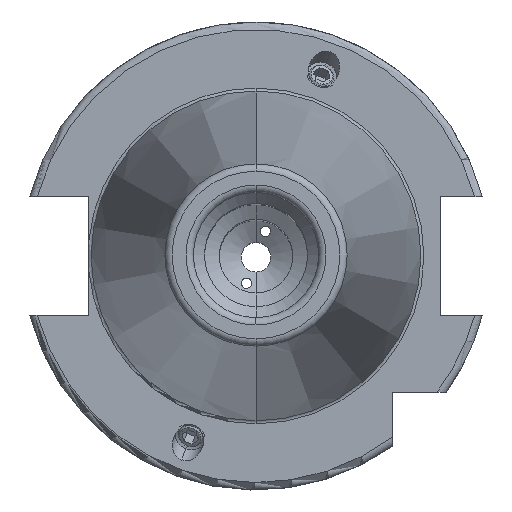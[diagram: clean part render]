
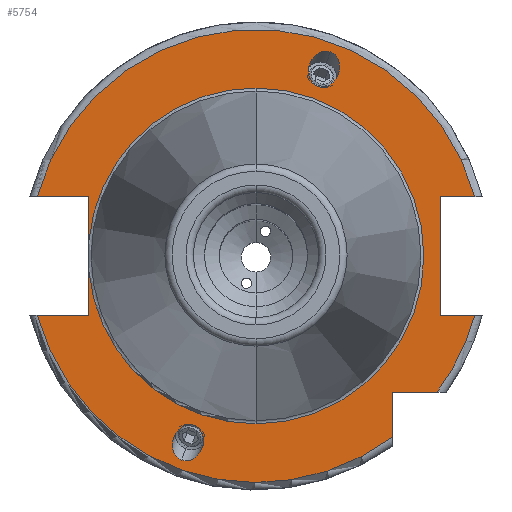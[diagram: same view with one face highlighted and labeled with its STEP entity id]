
A CAD part, top view. The second image highlights one B-rep face of the part: STEP entity #5754.
In plain terms, the highlighted planar face has unit normal (0, 0, 1).
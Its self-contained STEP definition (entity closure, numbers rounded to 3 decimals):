
#1858=CARTESIAN_POINT('',(0,0,15.9));
#1859=DIRECTION('',(0,0,1));
#1860=DIRECTION('',(0.965,0.262,0));
#1861=AXIS2_PLACEMENT_3D('',#1858,#1859,#1860);
#1909=CARTESIAN_POINT('',(0,0,15.9));
#1910=DIRECTION('',(0,0,1));
#1911=DIRECTION('',(-0.965,-0.262,0));
#1912=AXIS2_PLACEMENT_3D('',#1909,#1910,#1911);
#1925=DIRECTION('',(1,0,0));
#1926=VECTOR('',#1925,7.004);
#1927=CARTESIAN_POINT('',(-29.704,-8.05,15.9));
#1928=LINE('',#1927,#1926);
#1929=DIRECTION('',(0,1,0));
#1930=VECTOR('',#1929,5.917);
#1931=CARTESIAN_POINT('',(-22.7,-8.05,15.9));
#1932=LINE('',#1931,#1930);
#1933=DIRECTION('',(0,1,0));
#1934=VECTOR('',#1933,5.917);
#1935=CARTESIAN_POINT('',(-22.7,2.133,15.9));
#1936=LINE('',#1935,#1934);
#1937=DIRECTION('',(1,0,0));
#1938=VECTOR('',#1937,7.004);
#1939=CARTESIAN_POINT('',(-29.704,8.05,15.9));
#1940=LINE('',#1939,#1938);
#1941=DIRECTION('',(-1,0,0));
#1942=VECTOR('',#1941,4.704);
#1943=CARTESIAN_POINT('',(29.704,8.05,15.9));
#1944=LINE('',#1943,#1942);
#1945=DIRECTION('',(0,-1,0));
#1946=VECTOR('',#1945,16.1);
#1947=CARTESIAN_POINT('',(25,8.05,15.9));
#1948=LINE('',#1947,#1946);
#1949=DIRECTION('',(-1,0,0));
#1950=VECTOR('',#1949,4.704);
#1951=CARTESIAN_POINT('',(29.704,-8.05,15.9));
#1952=LINE('',#1951,#1950);
#1953=CARTESIAN_POINT('',(0,0,15.9));
#1954=DIRECTION('',(0,0,1));
#1955=DIRECTION('',(0.799,-0.601,0));
#1956=AXIS2_PLACEMENT_3D('',#1953,#1954,#1955);
#1958=DIRECTION('',(-1,0,0));
#1959=VECTOR('',#1958,6.094);
#1960=CARTESIAN_POINT('',(24.594,-18.5,15.9));
#1961=LINE('',#1960,#1959);
#1962=DIRECTION('',(0,1,0));
#1963=VECTOR('',#1962,6.094);
#1964=CARTESIAN_POINT('',(18.5,-24.594,15.9));
#1965=LINE('',#1964,#1963);
#1966=CARTESIAN_POINT('',(10.09,27.723,15.9));
#1967=CARTESIAN_POINT('',(9.863,27.806,15.9));
#1968=CARTESIAN_POINT('',(9.337,27.884,15.9));
#1969=CARTESIAN_POINT('',(8.455,27.594,15.9));
#1970=CARTESIAN_POINT('',(7.834,27.033,15.9));
#1971=CARTESIAN_POINT('',(7.483,26.49,15.9));
#1972=CARTESIAN_POINT('',(7.298,26.077,15.9));
#1973=CARTESIAN_POINT('',(7.174,25.641,15.9));
#1974=CARTESIAN_POINT('',(7.094,25.,15.9));
#1975=CARTESIAN_POINT('',(7.208,24.17,15.9));
#1976=CARTESIAN_POINT('',(7.698,23.381,15.9));
#1977=CARTESIAN_POINT('',(8.152,23.103,15.9));
#1978=CARTESIAN_POINT('',(8.379,23.02,15.9));
#1980=CARTESIAN_POINT('',(8.379,23.02,15.9));
#1981=CARTESIAN_POINT('',(8.606,22.937,15.9));
#1982=CARTESIAN_POINT('',(9.133,22.859,15.9));
#1983=CARTESIAN_POINT('',(10.014,23.149,15.9));
#1984=CARTESIAN_POINT('',(10.635,23.711,15.9));
#1985=CARTESIAN_POINT('',(10.986,24.253,15.9));
#1986=CARTESIAN_POINT('',(11.171,24.667,15.9));
#1987=CARTESIAN_POINT('',(11.295,25.103,15.9));
#1988=CARTESIAN_POINT('',(11.375,25.744,15.9));
#1989=CARTESIAN_POINT('',(11.261,26.573,15.9));
#1990=CARTESIAN_POINT('',(10.771,27.362,15.9));
#1991=CARTESIAN_POINT('',(10.318,27.641,15.9));
#1992=CARTESIAN_POINT('',(10.09,27.723,15.9));
#1994=CARTESIAN_POINT('',(-10.09,-27.723,15.9));
#1995=CARTESIAN_POINT('',(-10.318,-27.641,15.9));
#1996=CARTESIAN_POINT('',(-10.771,-27.362,15.9));
#1997=CARTESIAN_POINT('',(-11.261,-26.573,15.9));
#1998=CARTESIAN_POINT('',(-11.375,-25.744,15.9));
#1999=CARTESIAN_POINT('',(-11.295,-25.103,15.9));
#2000=CARTESIAN_POINT('',(-11.171,-24.667,15.9));
#2001=CARTESIAN_POINT('',(-10.986,-24.253,15.9));
#2002=CARTESIAN_POINT('',(-10.635,-23.711,15.9));
#2003=CARTESIAN_POINT('',(-10.014,-23.149,15.9));
#2004=CARTESIAN_POINT('',(-9.133,-22.859,15.9));
#2005=CARTESIAN_POINT('',(-8.606,-22.937,15.9));
#2006=CARTESIAN_POINT('',(-8.379,-23.02,15.9));
#2008=CARTESIAN_POINT('',(-8.379,-23.02,15.9));
#2009=CARTESIAN_POINT('',(-8.152,-23.103,15.9));
#2010=CARTESIAN_POINT('',(-7.698,-23.381,15.9));
#2011=CARTESIAN_POINT('',(-7.208,-24.17,15.9));
#2012=CARTESIAN_POINT('',(-7.094,-25.,15.9));
#2013=CARTESIAN_POINT('',(-7.174,-25.641,15.9));
#2014=CARTESIAN_POINT('',(-7.298,-26.077,15.9));
#2015=CARTESIAN_POINT('',(-7.483,-26.49,15.9));
#2016=CARTESIAN_POINT('',(-7.834,-27.033,15.9));
#2017=CARTESIAN_POINT('',(-8.455,-27.594,15.9));
#2018=CARTESIAN_POINT('',(-9.337,-27.884,15.9));
#2019=CARTESIAN_POINT('',(-9.863,-27.806,15.9));
#2020=CARTESIAN_POINT('',(-10.09,-27.723,15.9));
#2032=CARTESIAN_POINT('',(0,0,15.9));
#2033=DIRECTION('',(0,0,1));
#2034=DIRECTION('',(0,1,0));
#2035=AXIS2_PLACEMENT_3D('',#2032,#2033,#2034);
#2047=CARTESIAN_POINT('',(0,0,15.9));
#2048=DIRECTION('',(0,0,1));
#2049=DIRECTION('',(-0.996,-0.094,0));
#2050=AXIS2_PLACEMENT_3D('',#2047,#2048,#2049);
#2052=CARTESIAN_POINT('',(0,0,15.9));
#2053=DIRECTION('',(0,0,-1));
#2054=DIRECTION('',(0,1,0));
#2055=AXIS2_PLACEMENT_3D('',#2052,#2053,#2054);
#3318=CARTESIAN_POINT('',(0,22.8,15.9));
#3320=VERTEX_POINT('',#3318);
#3340=CARTESIAN_POINT('',(0,-22.8,15.9));
#3342=VERTEX_POINT('',#3340);
#3488=CARTESIAN_POINT('',(-29.704,-8.05,15.9));
#3489=CARTESIAN_POINT('',(-22.7,-8.05,15.9));
#3490=VERTEX_POINT('',#3488);
#3491=VERTEX_POINT('',#3489);
#3492=CARTESIAN_POINT('',(-22.7,-2.133,15.9));
#3493=VERTEX_POINT('',#3492);
#3494=CARTESIAN_POINT('',(-22.7,2.133,15.9));
#3495=CARTESIAN_POINT('',(-22.7,8.05,15.9));
#3496=VERTEX_POINT('',#3494);
#3497=VERTEX_POINT('',#3495);
#3498=CARTESIAN_POINT('',(-29.704,8.05,15.9));
#3499=VERTEX_POINT('',#3498);
#3500=CARTESIAN_POINT('',(25,8.05,15.9));
#3501=CARTESIAN_POINT('',(25,-8.05,15.9));
#3502=VERTEX_POINT('',#3500);
#3503=VERTEX_POINT('',#3501);
#3504=CARTESIAN_POINT('',(29.704,-8.05,15.9));
#3505=VERTEX_POINT('',#3504);
#3506=CARTESIAN_POINT('',(29.704,8.05,15.9));
#3507=VERTEX_POINT('',#3506);
#3508=CARTESIAN_POINT('',(18.5,-24.594,15.9));
#3509=CARTESIAN_POINT('',(18.5,-18.5,15.9));
#3510=VERTEX_POINT('',#3508);
#3511=VERTEX_POINT('',#3509);
#3512=CARTESIAN_POINT('',(24.594,-18.5,15.9));
#3513=VERTEX_POINT('',#3512);
#3598=VERTEX_POINT('',#1966);
#3599=VERTEX_POINT('',#1978);
#3650=CARTESIAN_POINT('',(-10.09,-27.723,15.9));
#3652=VERTEX_POINT('',#3650);
#3657=CARTESIAN_POINT('',(-8.379,-23.02,15.9));
#3658=VERTEX_POINT('',#3657);
#5715=CARTESIAN_POINT('',(0,0,15.9));
#5716=DIRECTION('',(0,0,-1));
#5717=DIRECTION('',(0,-1,0));
#5718=AXIS2_PLACEMENT_3D('',#5715,#5716,#5717);
#5719=PLANE('',#5718);
#5720=ORIENTED_EDGE('',*,*,#4934,.T.);
#5721=ORIENTED_EDGE('',*,*,#4973,.T.);
#5723=ORIENTED_EDGE('',*,*,#5722,.T.);
#5725=ORIENTED_EDGE('',*,*,#5724,.F.);
#5727=ORIENTED_EDGE('',*,*,#5726,.T.);
#5728=ORIENTED_EDGE('',*,*,#4969,.T.);
#5729=ORIENTED_EDGE('',*,*,#5007,.F.);
#5730=ORIENTED_EDGE('',*,*,#5693,.F.);
#5732=ORIENTED_EDGE('',*,*,#5731,.T.);
#5734=ORIENTED_EDGE('',*,*,#5733,.T.);
#5735=ORIENTED_EDGE('',*,*,#5083,.F.);
#5736=ORIENTED_EDGE('',*,*,#5683,.F.);
#5737=ORIENTED_EDGE('',*,*,#5140,.T.);
#5738=ORIENTED_EDGE('',*,*,#5191,.F.);
#5739=ORIENTED_EDGE('',*,*,#5709,.F.);
#5740=EDGE_LOOP('',(#5720,#5721,#5723,#5725,#5727,#5728,#5729,#5730,#5732,#5734,
#5735,#5736,#5737,#5738,#5739));
#5741=FACE_OUTER_BOUND('',#5740,.F.);
#5743=ORIENTED_EDGE('',*,*,#5742,.T.);
#5745=ORIENTED_EDGE('',*,*,#5744,.T.);
#5746=EDGE_LOOP('',(#5743,#5745));
#5747=FACE_BOUND('',#5746,.F.);
#5749=ORIENTED_EDGE('',*,*,#5748,.F.);
#5751=ORIENTED_EDGE('',*,*,#5750,.F.);
#5752=EDGE_LOOP('',(#5749,#5751));
#5753=FACE_BOUND('',#5752,.F.);
#5754=ADVANCED_FACE('',(#5741,#5747,#5753),#5719,.F.);
#1862=CIRCLE('',#1861,30.775);
#1913=CIRCLE('',#1912,30.775);
#1957=CIRCLE('',#1956,30.775);
#1979=B_SPLINE_CURVE_WITH_KNOTS('',3,(#1966,#1967,#1968,#1969,#1970,#1971,#1972,
#1973,#1974,#1975,#1976,#1977,#1978),.UNSPECIFIED.,.F.,.F.,(4,1,1,1,1,1,1,1,1,1,
4),(0,0.125,0.25,0.375,0.438,0.5,0.563,0.625,0.75,0.875,
1.0),.UNSPECIFIED.);
#1993=B_SPLINE_CURVE_WITH_KNOTS('',3,(#1980,#1981,#1982,#1983,#1984,#1985,#1986,
#1987,#1988,#1989,#1990,#1991,#1992),.UNSPECIFIED.,.F.,.F.,(4,1,1,1,1,1,1,1,1,1,
4),(0,0.125,0.25,0.375,0.438,0.5,0.563,0.625,0.75,0.875,
1.0),.UNSPECIFIED.);
#2007=B_SPLINE_CURVE_WITH_KNOTS('',3,(#1994,#1995,#1996,#1997,#1998,#1999,#2000,
#2001,#2002,#2003,#2004,#2005,#2006),.UNSPECIFIED.,.F.,.F.,(4,1,1,1,1,1,1,1,1,1,
4),(0,0.125,0.25,0.375,0.438,0.5,0.563,0.625,0.75,0.875,
1.0),.UNSPECIFIED.);
#2021=B_SPLINE_CURVE_WITH_KNOTS('',3,(#2008,#2009,#2010,#2011,#2012,#2013,#2014,
#2015,#2016,#2017,#2018,#2019,#2020),.UNSPECIFIED.,.F.,.F.,(4,1,1,1,1,1,1,1,1,1,
4),(0,0.125,0.25,0.375,0.438,0.5,0.563,0.625,0.75,0.875,
1.0),.UNSPECIFIED.);
#2036=CIRCLE('',#2035,22.8);
#2051=CIRCLE('',#2050,22.8);
#2056=CIRCLE('',#2055,22.8);
#4934=EDGE_CURVE('',#3490,#3491,#1928,.T.);
#4969=EDGE_CURVE('',#3496,#3497,#1936,.T.);
#4973=EDGE_CURVE('',#3491,#3493,#1932,.T.);
#5007=EDGE_CURVE('',#3499,#3497,#1940,.T.);
#5083=EDGE_CURVE('',#3505,#3503,#1952,.T.);
#5140=EDGE_CURVE('',#3513,#3511,#1961,.T.);
#5191=EDGE_CURVE('',#3510,#3511,#1965,.T.);
#5683=EDGE_CURVE('',#3513,#3505,#1957,.T.);
#5693=EDGE_CURVE('',#3507,#3499,#1862,.T.);
#5709=EDGE_CURVE('',#3490,#3510,#1913,.T.);
#5722=EDGE_CURVE('',#3493,#3342,#2051,.T.);
#5724=EDGE_CURVE('',#3320,#3342,#2056,.T.);
#5726=EDGE_CURVE('',#3320,#3496,#2036,.T.);
#5731=EDGE_CURVE('',#3507,#3502,#1944,.T.);
#5733=EDGE_CURVE('',#3502,#3503,#1948,.T.);
#5742=EDGE_CURVE('',#3598,#3599,#1979,.T.);
#5744=EDGE_CURVE('',#3599,#3598,#1993,.T.);
#5748=EDGE_CURVE('',#3652,#3658,#2007,.T.);
#5750=EDGE_CURVE('',#3658,#3652,#2021,.T.);
